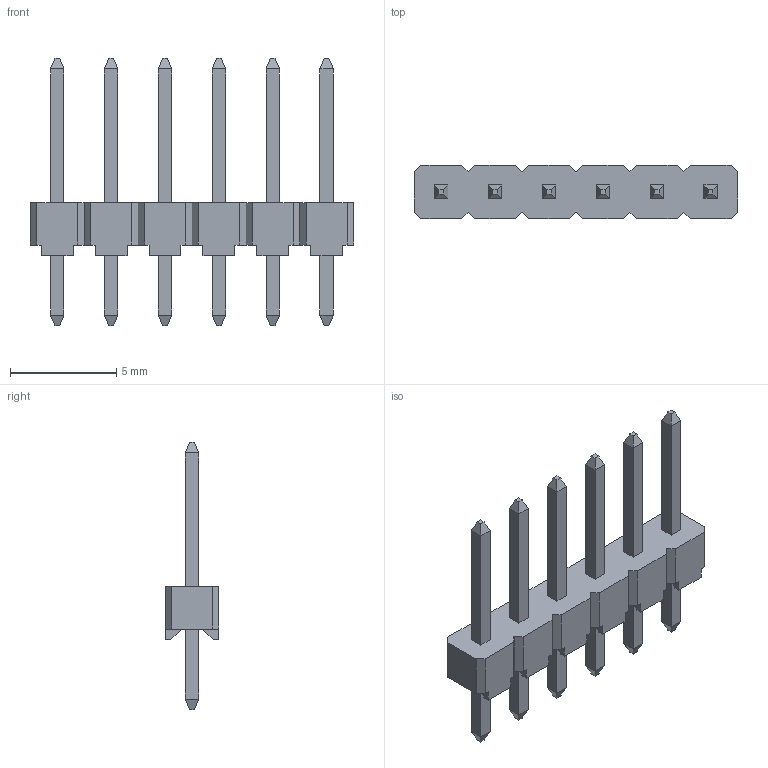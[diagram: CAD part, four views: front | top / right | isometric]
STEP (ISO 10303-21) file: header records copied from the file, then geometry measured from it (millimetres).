
FILE_DESCRIPTION(/* description */ (''),/* implementation_level */ '2;1');
FILE_NAME(/* name */ '3M_961106-6404-AR.stp',/* time_stamp */ '2016-09-05T15:07:05+02:00',/* author */ ('riccim'),/* organization */ (''),/* preprocessor_version */ 'ST-DEVELOPER v15.5',/* originating_system */ 'AutoCAD Mechanical',/* authorisation */ '');
FILE_SCHEMA (('AUTOMOTIVE_DESIGN { 1 0 10303 214 3 1 1 }'));
Length unit declared in the file: millimetre
Products named in the file (1): Product
Bounding box: 15.24 x 2.5 x 12.6 mm (x, y, z)
Volume: 102.9 mm3; surface area: 386.2 mm2
Topology: 13 solids, 13 shells, 246 faces, 612 edges, 392 vertices
Faces by surface type: plane 246
Entity records: 7150 total; most frequent: CARTESIAN_POINT 1251, ORIENTED_EDGE 1224, DIRECTION 1106, LINE 612, VECTOR 612, EDGE_CURVE 612, VERTEX_POINT 392, EDGE_LOOP 258
